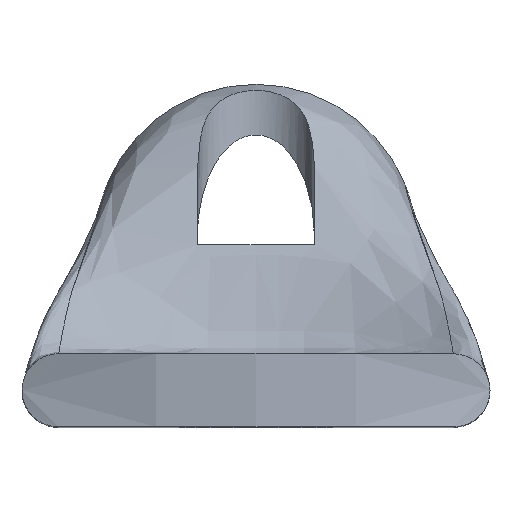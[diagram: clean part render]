
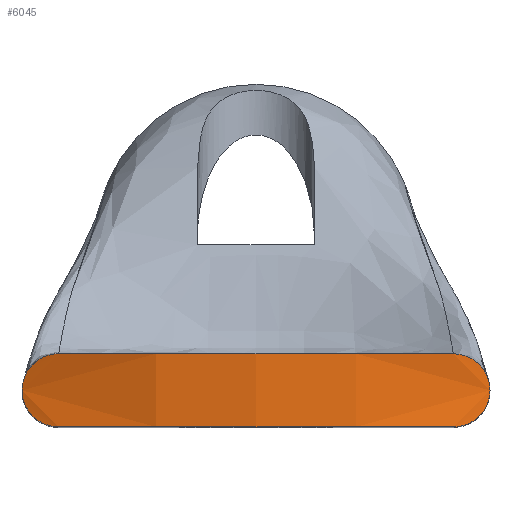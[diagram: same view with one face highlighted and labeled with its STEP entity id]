
A CAD part, top view. The second image highlights one B-rep face of the part: STEP entity #6045.
In plain terms, the highlighted cylindrical face has radius 40 mm (diameter 80 mm), a partial arc.
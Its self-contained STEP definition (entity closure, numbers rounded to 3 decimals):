
#4445=CARTESIAN_POINT('',(-13.5,-7.5,44.221));
#4446=VERTEX_POINT('',#4445);
#4455=CARTESIAN_POINT('',(13.5,-7.5,44.221));
#4456=VERTEX_POINT('',#4455);
#4457=CARTESIAN_POINT('',(0.,-7.5,6.568));
#4458=DIRECTION('',(0.0,-1.,0.0));
#4459=DIRECTION('',(-0.4,0.0,0.917));
#4460=AXIS2_PLACEMENT_3D('',#4457,#4458,#4459);
#4461=CIRCLE('',#4460,40.0);
#4462=EDGE_CURVE('',#4456,#4446,#4461,.T.);
#5970=CARTESIAN_POINT('',(0.,-12.5,6.568));
#5971=DIRECTION('',(0.0,1.0,0.0));
#5972=DIRECTION('',(-0.4,0.0,0.917));
#5973=AXIS2_PLACEMENT_3D('',#5970,#5971,#5972);
#5974=CYLINDRICAL_SURFACE('',#5973,40.);
#5975=CARTESIAN_POINT('',(-13.5,-12.5,44.221));
#5976=VERTEX_POINT('',#5975);
#5977=CARTESIAN_POINT('',(-16.0,-10.0,43.228));
#5978=VERTEX_POINT('',#5977);
#5979=CARTESIAN_POINT('',(-13.5,-12.5,44.221));
#5980=CARTESIAN_POINT('',(-13.818,-12.5,44.107));
#5981=CARTESIAN_POINT('',(-14.157,-12.436,43.98));
#5982=CARTESIAN_POINT('',(-14.781,-12.173,43.738));
#5983=CARTESIAN_POINT('',(-15.067,-11.975,43.623));
#5984=CARTESIAN_POINT('',(-15.503,-11.526,43.442));
#5985=CARTESIAN_POINT('',(-15.689,-11.252,43.363));
#5986=CARTESIAN_POINT('',(-15.937,-10.646,43.256));
#5987=CARTESIAN_POINT('',(-16.0,-10.313,43.228));
#5988=CARTESIAN_POINT('',(-16.0,-10.,43.228));
#5989=B_SPLINE_CURVE_WITH_KNOTS('',3,(#5979,#5980,#5981,#5982,#5983,#5984,#5985,#5986,#5987,#5988),.UNSPECIFIED.,.F.,.U.,(4,2,2,2,4),(0.387,0.488,0.589,0.683,0.777),.UNSPECIFIED.);
#5990=EDGE_CURVE('',#5976,#5978,#5989,.T.);
#5991=ORIENTED_EDGE('',*,*,#5990,.F.);
#5992=CARTESIAN_POINT('',(13.5,-12.5,44.221));
#5993=VERTEX_POINT('',#5992);
#5994=CARTESIAN_POINT('',(0.,-12.5,6.568));
#5995=DIRECTION('',(0.0,1.,0.0));
#5996=DIRECTION('',(-0.4,0.0,0.917));
#5997=AXIS2_PLACEMENT_3D('',#5994,#5995,#5996);
#5998=CIRCLE('',#5997,40.0);
#5999=EDGE_CURVE('',#5976,#5993,#5998,.T.);
#6000=ORIENTED_EDGE('',*,*,#5999,.T.);
#6001=CARTESIAN_POINT('',(16.0,-10.0,43.228));
#6002=VERTEX_POINT('',#6001);
#6003=CARTESIAN_POINT('',(16.0,-10.0,43.228));
#6004=CARTESIAN_POINT('',(16.0,-10.313,43.228));
#6005=CARTESIAN_POINT('',(15.937,-10.646,43.256));
#6006=CARTESIAN_POINT('',(15.689,-11.252,43.363));
#6007=CARTESIAN_POINT('',(15.503,-11.526,43.442));
#6008=CARTESIAN_POINT('',(15.067,-11.975,43.623));
#6009=CARTESIAN_POINT('',(14.781,-12.173,43.738));
#6010=CARTESIAN_POINT('',(14.157,-12.436,43.98));
#6011=CARTESIAN_POINT('',(13.818,-12.5,44.107));
#6012=CARTESIAN_POINT('',(13.5,-12.5,44.221));
#6013=B_SPLINE_CURVE_WITH_KNOTS('',3,(#6003,#6004,#6005,#6006,#6007,#6008,#6009,#6010,#6011,#6012),.UNSPECIFIED.,.F.,.U.,(4,2,2,2,4),(0.777,0.871,0.965,1.067,1.168),.UNSPECIFIED.);
#6014=EDGE_CURVE('',#6002,#5993,#6013,.T.);
#6015=ORIENTED_EDGE('',*,*,#6014,.F.);
#6016=CARTESIAN_POINT('',(13.5,-7.5,44.221));
#6017=CARTESIAN_POINT('',(13.818,-7.5,44.107));
#6018=CARTESIAN_POINT('',(14.157,-7.564,43.98));
#6019=CARTESIAN_POINT('',(14.781,-7.827,43.738));
#6020=CARTESIAN_POINT('',(15.067,-8.025,43.623));
#6021=CARTESIAN_POINT('',(15.503,-8.474,43.442));
#6022=CARTESIAN_POINT('',(15.689,-8.748,43.363));
#6023=CARTESIAN_POINT('',(15.937,-9.354,43.256));
#6024=CARTESIAN_POINT('',(16.0,-9.687,43.228));
#6025=CARTESIAN_POINT('',(16.0,-10.0,43.228));
#6026=B_SPLINE_CURVE_WITH_KNOTS('',3,(#6016,#6017,#6018,#6019,#6020,#6021,#6022,#6023,#6024,#6025),.UNSPECIFIED.,.F.,.U.,(4,2,2,2,4),(1.164,1.265,1.367,1.461,1.555),.UNSPECIFIED.);
#6027=EDGE_CURVE('',#4456,#6002,#6026,.T.);
#6028=ORIENTED_EDGE('',*,*,#6027,.F.);
#6029=ORIENTED_EDGE('',*,*,#4462,.T.);
#6030=CARTESIAN_POINT('',(-16.0,-10.,43.228));
#6031=CARTESIAN_POINT('',(-16.0,-9.687,43.228));
#6032=CARTESIAN_POINT('',(-15.937,-9.354,43.256));
#6033=CARTESIAN_POINT('',(-15.689,-8.748,43.363));
#6034=CARTESIAN_POINT('',(-15.503,-8.474,43.442));
#6035=CARTESIAN_POINT('',(-15.067,-8.025,43.623));
#6036=CARTESIAN_POINT('',(-14.781,-7.827,43.738));
#6037=CARTESIAN_POINT('',(-14.157,-7.564,43.98));
#6038=CARTESIAN_POINT('',(-13.818,-7.5,44.107));
#6039=CARTESIAN_POINT('',(-13.5,-7.5,44.221));
#6040=B_SPLINE_CURVE_WITH_KNOTS('',3,(#6030,#6031,#6032,#6033,#6034,#6035,#6036,#6037,#6038,#6039),.UNSPECIFIED.,.F.,.U.,(4,2,2,2,4),(1.555,1.649,1.743,1.844,1.946),.UNSPECIFIED.);
#6041=EDGE_CURVE('',#5978,#4446,#6040,.T.);
#6042=ORIENTED_EDGE('',*,*,#6041,.F.);
#6043=EDGE_LOOP('',(#5991,#6000,#6015,#6028,#6029,#6042));
#6044=FACE_OUTER_BOUND('',#6043,.T.);
#6045=ADVANCED_FACE('',(#6044),#5974,.T.);
